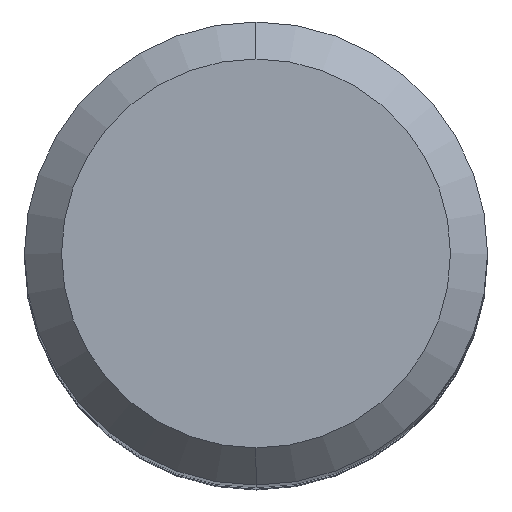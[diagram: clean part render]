
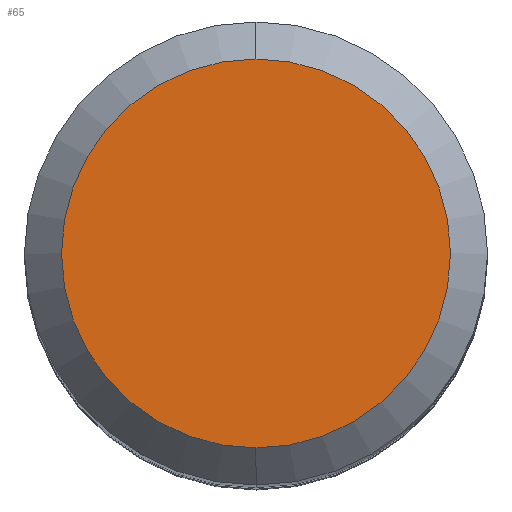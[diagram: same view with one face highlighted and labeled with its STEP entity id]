
A CAD part, top view. The second image highlights one B-rep face of the part: STEP entity #65.
In plain terms, the highlighted planar face has unit normal (0, 0, 1).
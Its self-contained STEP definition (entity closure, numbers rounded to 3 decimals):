
#65=ADVANCED_FACE('',(#140),#141,.T.);
#140=FACE_OUTER_BOUND('',#227,.T.);
#141=PLANE('',#228);
#227=EDGE_LOOP('',(#326,#327));
#228=AXIS2_PLACEMENT_3D('',#328,#329,#330);
#326=ORIENTED_EDGE('',*,*,#457,.F.);
#327=ORIENTED_EDGE('',*,*,#468,.F.);
#328=CARTESIAN_POINT('',(0.,2.52,39.));
#329=DIRECTION('',(0.,0.,1.0));
#330=DIRECTION('',(0.,-1.0,0.));
#457=EDGE_CURVE('',#535,#537,#538,.T.);
#468=EDGE_CURVE('',#537,#535,#551,.T.);
#535=VERTEX_POINT('',#623);
#537=VERTEX_POINT('',#626);
#538=CIRCLE('',#627,5.04);
#551=CIRCLE('',#643,5.04);
#623=CARTESIAN_POINT('',(0.,5.04,39.));
#626=CARTESIAN_POINT('',(0.,-5.04,39.));
#627=AXIS2_PLACEMENT_3D('',#707,#708,#709);
#643=AXIS2_PLACEMENT_3D('',#722,#723,#724);
#707=CARTESIAN_POINT('',(0.,0.,39.));
#708=DIRECTION('',(0.,0.0,-1.0));
#709=DIRECTION('',(0.0,1.0,0.0));
#722=CARTESIAN_POINT('',(0.,0.,39.));
#723=DIRECTION('',(0.,0.0,-1.0));
#724=DIRECTION('',(0.0,1.0,0.0));
